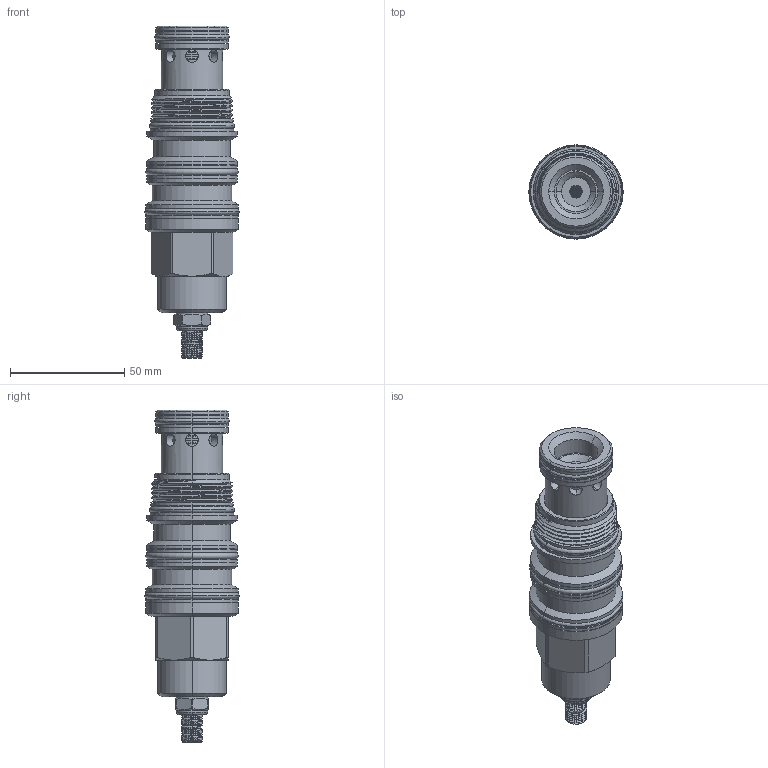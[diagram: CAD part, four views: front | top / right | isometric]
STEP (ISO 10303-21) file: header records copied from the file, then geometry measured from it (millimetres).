
FILE_DESCRIPTION (( 'STEP AP203' ), '1' );
FILE_NAME ('RV23A40-L.STEP', '2020-03-25T00:44:19', ( '' ), ( '' ), 'SwSTEP 2.0', 'SolidWorks 2018', '' );
FILE_SCHEMA (( 'CONFIG_CONTROL_DESIGN' ));
Length unit declared in the file: millimetre
Products named in the file (1): RV23A40-L
Bounding box: 41.18 x 41.18 x 145.16 mm (x, y, z)
Volume: 109686.9 mm3; surface area: 28946.9 mm2
Topology: 10 solids, 10 shells, 816 faces, 2264 edges, 1418 vertices
Faces by surface type: cylinder 619, plane 86, cone 58, torus 42, bspline 7, sphere 4
Entity records: 55620 total; most frequent: CARTESIAN_POINT 35706, ORIENTED_EDGE 4524, DIRECTION 3323, EDGE_CURVE 2262, VERTEX_POINT 1418, AXIS2_PLACEMENT_3D 1312, EDGE_LOOP 1228, B_SPLINE_CURVE_WITH_KNOTS 995
